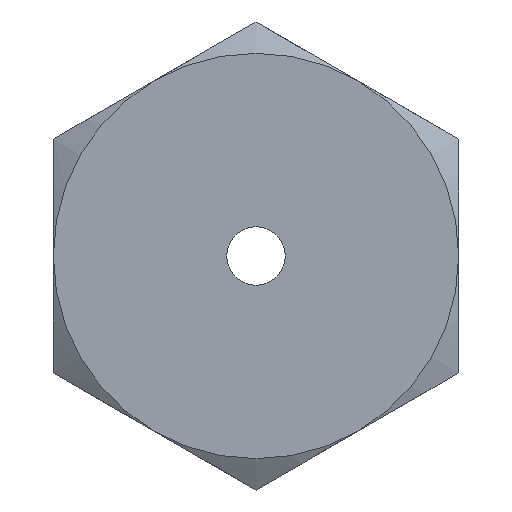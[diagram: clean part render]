
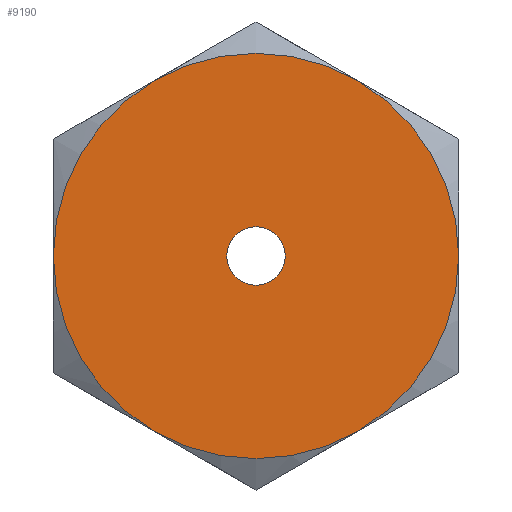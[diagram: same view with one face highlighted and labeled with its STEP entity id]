
A CAD part, left-side view. The second image highlights one B-rep face of the part: STEP entity #9190.
In plain terms, the highlighted planar face has unit normal (-1, 0, 0).
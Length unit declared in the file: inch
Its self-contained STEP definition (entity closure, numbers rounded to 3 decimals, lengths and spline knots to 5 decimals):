
#3740=CARTESIAN_POINT('',(-0.17,0.10925,
-0.18923));
#3755=CARTESIAN_POINT('',(-0.17,0.2185,
0.));
#3784=CARTESIAN_POINT('',(-0.17,0.10925,
0.18923));
#3799=CARTESIAN_POINT('',(-0.17,0.,0.));
#3800=DIRECTION('',(-1.,0.,0.));
#3801=DIRECTION('',(0.,1.,0.));
#3802=AXIS2_PLACEMENT_3D('',#3799,#3800,#3801);
#3804=CARTESIAN_POINT('',(-0.17,0.,0.));
#3805=DIRECTION('',(-1.,0.,0.));
#3806=DIRECTION('',(0.,0.5,0.866));
#3807=AXIS2_PLACEMENT_3D('',#3804,#3805,#3806);
#3809=CARTESIAN_POINT('',(-0.17,0.,0.));
#3810=DIRECTION('',(-1.,0.,0.));
#3811=DIRECTION('',(0.,-0.5,0.866));
#3812=AXIS2_PLACEMENT_3D('',#3809,#3810,#3811);
#3814=CARTESIAN_POINT('',(-0.17,0.,0.));
#3815=DIRECTION('',(-1.,0.,0.));
#3816=DIRECTION('',(0.,-1.,0.));
#3817=AXIS2_PLACEMENT_3D('',#3814,#3815,#3816);
#3819=CARTESIAN_POINT('',(-0.17,0.,0.));
#3820=DIRECTION('',(-1.,0.,0.));
#3821=DIRECTION('',(0.,-0.5,-0.866));
#3822=AXIS2_PLACEMENT_3D('',#3819,#3820,#3821);
#3824=CARTESIAN_POINT('',(-0.17,0.,0.));
#3825=DIRECTION('',(-1.,0.,0.));
#3826=DIRECTION('',(0.,0.5,-0.866));
#3827=AXIS2_PLACEMENT_3D('',#3824,#3825,#3826);
#3829=CARTESIAN_POINT('',(-0.17,0.,0.));
#3830=DIRECTION('',(1.,0.,0.));
#3831=DIRECTION('',(0.,-1.,0.));
#3832=AXIS2_PLACEMENT_3D('',#3829,#3830,#3831);
#3834=CARTESIAN_POINT('',(-0.17,0.,0.));
#3835=DIRECTION('',(1.,0.,0.));
#3836=DIRECTION('',(0.,1.,0.));
#3837=AXIS2_PLACEMENT_3D('',#3834,#3835,#3836);
#3854=CARTESIAN_POINT('',(-0.17,-0.10925,
0.18923));
#3876=CARTESIAN_POINT('',(-0.17,-0.2185,
0.));
#3898=CARTESIAN_POINT('',(-0.17,-0.10925,
-0.18923));
#4086=VERTEX_POINT('',#3740);
#4088=VERTEX_POINT('',#3755);
#4091=VERTEX_POINT('',#3784);
#4093=VERTEX_POINT('',#3854);
#4095=VERTEX_POINT('',#3876);
#4096=VERTEX_POINT('',#3898);
#4101=CARTESIAN_POINT('',(-0.17,-0.0315,0.));
#4102=CARTESIAN_POINT('',(-0.17,0.0315,0.));
#4103=VERTEX_POINT('',#4101);
#4104=VERTEX_POINT('',#4102);
#9171=CARTESIAN_POINT('',(-0.17,0.,0.));
#9172=DIRECTION('',(1.,0.,0.));
#9173=DIRECTION('',(0.,1.,0.));
#9174=AXIS2_PLACEMENT_3D('',#9171,#9172,#9173);
#9175=PLANE('',#9174);
#9176=ORIENTED_EDGE('',*,*,#9069,.F.);
#9177=ORIENTED_EDGE('',*,*,#9139,.F.);
#9178=ORIENTED_EDGE('',*,*,#9152,.F.);
#9179=ORIENTED_EDGE('',*,*,#9166,.F.);
#9180=ORIENTED_EDGE('',*,*,#9096,.F.);
#9181=ORIENTED_EDGE('',*,*,#9080,.F.);
#9182=EDGE_LOOP('',(#9176,#9177,#9178,#9179,#9180,#9181));
#9183=FACE_OUTER_BOUND('',#9182,.F.);
#9185=ORIENTED_EDGE('',*,*,#9184,.F.);
#9187=ORIENTED_EDGE('',*,*,#9186,.F.);
#9188=EDGE_LOOP('',(#9185,#9187));
#9189=FACE_BOUND('',#9188,.F.);
#3803=CIRCLE('',#3802,0.2185);
#3808=CIRCLE('',#3807,0.2185);
#3813=CIRCLE('',#3812,0.2185);
#3818=CIRCLE('',#3817,0.2185);
#3823=CIRCLE('',#3822,0.2185);
#3828=CIRCLE('',#3827,0.2185);
#3833=CIRCLE('',#3832,0.0315);
#3838=CIRCLE('',#3837,0.0315);
#9069=EDGE_CURVE('',#4088,#4086,#3803,.T.);
#9080=EDGE_CURVE('',#4086,#4096,#3828,.T.);
#9096=EDGE_CURVE('',#4096,#4095,#3823,.T.);
#9139=EDGE_CURVE('',#4091,#4088,#3808,.T.);
#9152=EDGE_CURVE('',#4093,#4091,#3813,.T.);
#9166=EDGE_CURVE('',#4095,#4093,#3818,.T.);
#9184=EDGE_CURVE('',#4103,#4104,#3833,.T.);
#9186=EDGE_CURVE('',#4104,#4103,#3838,.T.);
#9190=ADVANCED_FACE('',(#9183,#9189),#9175,.F.);
